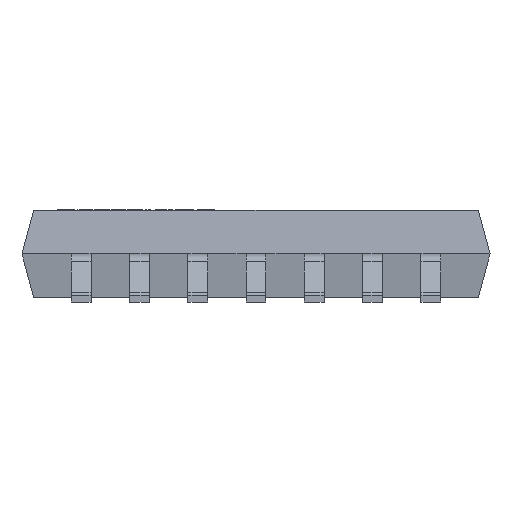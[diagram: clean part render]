
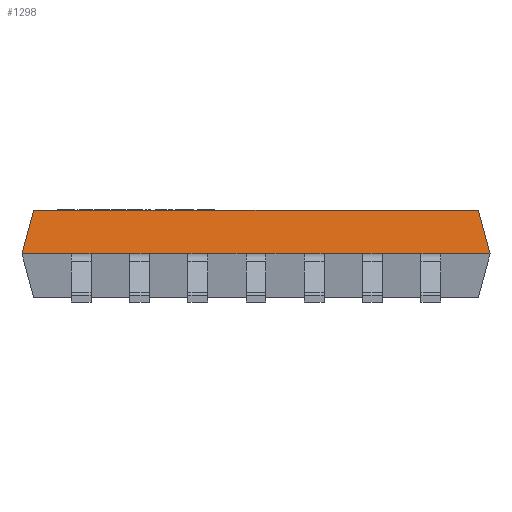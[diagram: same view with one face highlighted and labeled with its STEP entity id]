
A CAD part, left-side view. The second image highlights one B-rep face of the part: STEP entity #1298.
In plain terms, the highlighted free-form (B-spline) face has degree [1, 1] with [2, 2] control points.
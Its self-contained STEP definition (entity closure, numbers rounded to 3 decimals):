
#24 = VERTEX_POINT('',#25);
#25 = CARTESIAN_POINT('',(-2.518,-4.845,2.));
#31 = EDGE_CURVE('',#24,#32,#34,.T.);
#32 = VERTEX_POINT('',#33);
#33 = CARTESIAN_POINT('',(-2.518,4.845,2.));
#34 = LINE('',#35,#36);
#35 = CARTESIAN_POINT('',(-2.518,-4.845,2.));
#36 = VECTOR('',#37,1.);
#37 = DIRECTION('',(0.,1.,0.));
#1139 = EDGE_CURVE('',#24,#1140,#1142,.T.);
#1140 = VERTEX_POINT('',#1141);
#1141 = CARTESIAN_POINT('',(-2.65,-5.1,1.05));
#1142 = B_SPLINE_CURVE_WITH_KNOTS('',1,(#1143,#1144),.UNSPECIFIED.,.F.,
  .F.,(2,2),(0.,1.),.PIECEWISE_BEZIER_KNOTS.);
#1143 = CARTESIAN_POINT('',(-2.518,-4.845,2.));
#1144 = CARTESIAN_POINT('',(-2.65,-5.1,1.05));
#1298 = ADVANCED_FACE('',(#1299),#1428,.T.);
#1299 = FACE_BOUND('',#1300,.T.);
#1300 = EDGE_LOOP('',(#1301,#1302,#1309,#1317,#1325,#1333,#1341,#1349,
    #1357,#1365,#1373,#1381,#1389,#1397,#1405,#1413,#1421,#1427));
#1301 = ORIENTED_EDGE('',*,*,#31,.T.);
#1302 = ORIENTED_EDGE('',*,*,#1303,.T.);
#1303 = EDGE_CURVE('',#32,#1304,#1306,.T.);
#1304 = VERTEX_POINT('',#1305);
#1305 = CARTESIAN_POINT('',(-2.65,5.1,1.05));
#1306 = B_SPLINE_CURVE_WITH_KNOTS('',1,(#1307,#1308),.UNSPECIFIED.,.F.,
  .F.,(2,2),(0.,1.),.PIECEWISE_BEZIER_KNOTS.);
#1307 = CARTESIAN_POINT('',(-2.518,4.845,2.));
#1308 = CARTESIAN_POINT('',(-2.65,5.1,1.05));
#1309 = ORIENTED_EDGE('',*,*,#1310,.F.);
#1310 = EDGE_CURVE('',#1311,#1304,#1313,.T.);
#1311 = VERTEX_POINT('',#1312);
#1312 = CARTESIAN_POINT('',(-2.65,4.025,1.05));
#1313 = LINE('',#1314,#1315);
#1314 = CARTESIAN_POINT('',(-2.65,-5.1,1.05));
#1315 = VECTOR('',#1316,1.);
#1316 = DIRECTION('',(0.,1.,0.));
#1317 = ORIENTED_EDGE('',*,*,#1318,.F.);
#1318 = EDGE_CURVE('',#1319,#1311,#1321,.T.);
#1319 = VERTEX_POINT('',#1320);
#1320 = CARTESIAN_POINT('',(-2.65,3.595,1.05));
#1321 = LINE('',#1322,#1323);
#1322 = CARTESIAN_POINT('',(-2.65,-5.1,1.05));
#1323 = VECTOR('',#1324,1.);
#1324 = DIRECTION('',(0.,1.,0.));
#1325 = ORIENTED_EDGE('',*,*,#1326,.F.);
#1326 = EDGE_CURVE('',#1327,#1319,#1329,.T.);
#1327 = VERTEX_POINT('',#1328);
#1328 = CARTESIAN_POINT('',(-2.65,2.755,1.05));
#1329 = LINE('',#1330,#1331);
#1330 = CARTESIAN_POINT('',(-2.65,-5.1,1.05));
#1331 = VECTOR('',#1332,1.);
#1332 = DIRECTION('',(0.,1.,0.));
#1333 = ORIENTED_EDGE('',*,*,#1334,.F.);
#1334 = EDGE_CURVE('',#1335,#1327,#1337,.T.);
#1335 = VERTEX_POINT('',#1336);
#1336 = CARTESIAN_POINT('',(-2.65,2.325,1.05));
#1337 = LINE('',#1338,#1339);
#1338 = CARTESIAN_POINT('',(-2.65,-5.1,1.05));
#1339 = VECTOR('',#1340,1.);
#1340 = DIRECTION('',(0.,1.,0.));
#1341 = ORIENTED_EDGE('',*,*,#1342,.F.);
#1342 = EDGE_CURVE('',#1343,#1335,#1345,.T.);
#1343 = VERTEX_POINT('',#1344);
#1344 = CARTESIAN_POINT('',(-2.65,1.485,1.05));
#1345 = LINE('',#1346,#1347);
#1346 = CARTESIAN_POINT('',(-2.65,-5.1,1.05));
#1347 = VECTOR('',#1348,1.);
#1348 = DIRECTION('',(0.,1.,0.));
#1349 = ORIENTED_EDGE('',*,*,#1350,.F.);
#1350 = EDGE_CURVE('',#1351,#1343,#1353,.T.);
#1351 = VERTEX_POINT('',#1352);
#1352 = CARTESIAN_POINT('',(-2.65,1.055,1.05));
#1353 = LINE('',#1354,#1355);
#1354 = CARTESIAN_POINT('',(-2.65,-5.1,1.05));
#1355 = VECTOR('',#1356,1.);
#1356 = DIRECTION('',(0.,1.,0.));
#1357 = ORIENTED_EDGE('',*,*,#1358,.F.);
#1358 = EDGE_CURVE('',#1359,#1351,#1361,.T.);
#1359 = VERTEX_POINT('',#1360);
#1360 = CARTESIAN_POINT('',(-2.65,0.215,1.05));
#1361 = LINE('',#1362,#1363);
#1362 = CARTESIAN_POINT('',(-2.65,-5.1,1.05));
#1363 = VECTOR('',#1364,1.);
#1364 = DIRECTION('',(0.,1.,0.));
#1365 = ORIENTED_EDGE('',*,*,#1366,.F.);
#1366 = EDGE_CURVE('',#1367,#1359,#1369,.T.);
#1367 = VERTEX_POINT('',#1368);
#1368 = CARTESIAN_POINT('',(-2.65,-0.215,1.05));
#1369 = LINE('',#1370,#1371);
#1370 = CARTESIAN_POINT('',(-2.65,-5.1,1.05));
#1371 = VECTOR('',#1372,1.);
#1372 = DIRECTION('',(0.,1.,0.));
#1373 = ORIENTED_EDGE('',*,*,#1374,.F.);
#1374 = EDGE_CURVE('',#1375,#1367,#1377,.T.);
#1375 = VERTEX_POINT('',#1376);
#1376 = CARTESIAN_POINT('',(-2.65,-1.055,1.05));
#1377 = LINE('',#1378,#1379);
#1378 = CARTESIAN_POINT('',(-2.65,-5.1,1.05));
#1379 = VECTOR('',#1380,1.);
#1380 = DIRECTION('',(0.,1.,0.));
#1381 = ORIENTED_EDGE('',*,*,#1382,.F.);
#1382 = EDGE_CURVE('',#1383,#1375,#1385,.T.);
#1383 = VERTEX_POINT('',#1384);
#1384 = CARTESIAN_POINT('',(-2.65,-1.485,1.05));
#1385 = LINE('',#1386,#1387);
#1386 = CARTESIAN_POINT('',(-2.65,-5.1,1.05));
#1387 = VECTOR('',#1388,1.);
#1388 = DIRECTION('',(0.,1.,0.));
#1389 = ORIENTED_EDGE('',*,*,#1390,.F.);
#1390 = EDGE_CURVE('',#1391,#1383,#1393,.T.);
#1391 = VERTEX_POINT('',#1392);
#1392 = CARTESIAN_POINT('',(-2.65,-2.325,1.05));
#1393 = LINE('',#1394,#1395);
#1394 = CARTESIAN_POINT('',(-2.65,-5.1,1.05));
#1395 = VECTOR('',#1396,1.);
#1396 = DIRECTION('',(0.,1.,0.));
#1397 = ORIENTED_EDGE('',*,*,#1398,.F.);
#1398 = EDGE_CURVE('',#1399,#1391,#1401,.T.);
#1399 = VERTEX_POINT('',#1400);
#1400 = CARTESIAN_POINT('',(-2.65,-2.755,1.05));
#1401 = LINE('',#1402,#1403);
#1402 = CARTESIAN_POINT('',(-2.65,-5.1,1.05));
#1403 = VECTOR('',#1404,1.);
#1404 = DIRECTION('',(0.,1.,0.));
#1405 = ORIENTED_EDGE('',*,*,#1406,.F.);
#1406 = EDGE_CURVE('',#1407,#1399,#1409,.T.);
#1407 = VERTEX_POINT('',#1408);
#1408 = CARTESIAN_POINT('',(-2.65,-3.595,1.05));
#1409 = LINE('',#1410,#1411);
#1410 = CARTESIAN_POINT('',(-2.65,-5.1,1.05));
#1411 = VECTOR('',#1412,1.);
#1412 = DIRECTION('',(0.,1.,0.));
#1413 = ORIENTED_EDGE('',*,*,#1414,.F.);
#1414 = EDGE_CURVE('',#1415,#1407,#1417,.T.);
#1415 = VERTEX_POINT('',#1416);
#1416 = CARTESIAN_POINT('',(-2.65,-4.025,1.05));
#1417 = LINE('',#1418,#1419);
#1418 = CARTESIAN_POINT('',(-2.65,-5.1,1.05));
#1419 = VECTOR('',#1420,1.);
#1420 = DIRECTION('',(0.,1.,0.));
#1421 = ORIENTED_EDGE('',*,*,#1422,.F.);
#1422 = EDGE_CURVE('',#1140,#1415,#1423,.T.);
#1423 = LINE('',#1424,#1425);
#1424 = CARTESIAN_POINT('',(-2.65,-5.1,1.05));
#1425 = VECTOR('',#1426,1.);
#1426 = DIRECTION('',(0.,1.,0.));
#1427 = ORIENTED_EDGE('',*,*,#1139,.F.);
#1428 = B_SPLINE_SURFACE_WITH_KNOTS('',1,1,(
    (#1429,#1430)
    ,(#1431,#1432
    )),.UNSPECIFIED.,.F.,.F.,.F.,(2,2),(2,2),(0.,10.2),(0.,1.),
  .PIECEWISE_BEZIER_KNOTS.);
#1429 = CARTESIAN_POINT('',(-2.518,-4.845,2.));
#1430 = CARTESIAN_POINT('',(-2.65,-5.1,1.05));
#1431 = CARTESIAN_POINT('',(-2.518,4.845,2.));
#1432 = CARTESIAN_POINT('',(-2.65,5.1,1.05));
